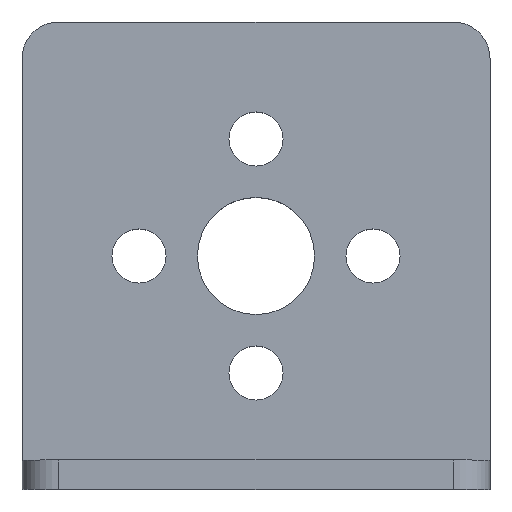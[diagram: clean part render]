
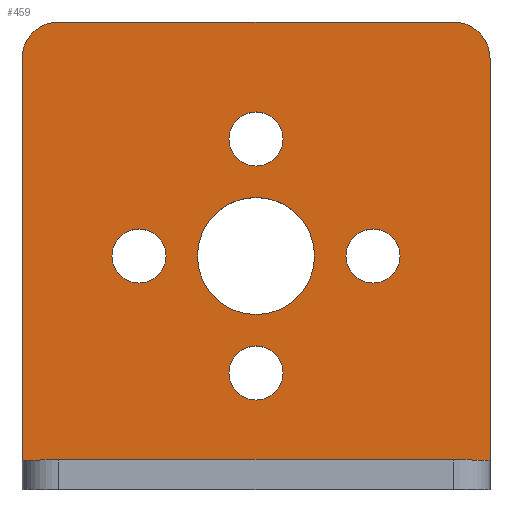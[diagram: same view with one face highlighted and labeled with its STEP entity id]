
A CAD part, top view. The second image highlights one B-rep face of the part: STEP entity #459.
In plain terms, the highlighted planar face has unit normal (0, 0, 1).
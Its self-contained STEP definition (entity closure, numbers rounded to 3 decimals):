
#2 = ORIENTED_EDGE ( 'NONE', *, *, #1023, .T. ) ;
#4 = DIRECTION ( 'NONE',  ( 0., 1., 0. ) ) ;
#5 = AXIS2_PLACEMENT_3D ( 'NONE', #13, #9, #4 ) ;
#9 = DIRECTION ( 'NONE',  ( 0., 0., 1. ) ) ;
#13 = CARTESIAN_POINT ( 'NONE',  ( 13.5, 13.5, -14. ) ) ;
#16 = VERTEX_POINT ( 'NONE', #634 ) ;
#17 = ORIENTED_EDGE ( 'NONE', *, *, #709, .T. ) ;
#41 = FACE_BOUND ( 'NONE', #699, .T. ) ;
#52 = CIRCLE ( 'NONE', #122, 1.85 ) ;
#60 = LINE ( 'NONE', #256, #1069 ) ;
#70 = ORIENTED_EDGE ( 'NONE', *, *, #748, .F. ) ;
#84 = VERTEX_POINT ( 'NONE', #582 ) ;
#87 = DIRECTION ( 'NONE',  ( 0., 1., 0. ) ) ;
#92 = DIRECTION ( 'NONE',  ( 0., 0., -1. ) ) ;
#94 = CARTESIAN_POINT ( 'NONE',  ( 0., -8., -14. ) ) ;
#98 = DIRECTION ( 'NONE',  ( 0., 0., -1. ) ) ;
#99 = DIRECTION ( 'NONE',  ( 0., 1., 0. ) ) ;
#100 = CARTESIAN_POINT ( 'NONE',  ( 0., 8., -14. ) ) ;
#103 = ORIENTED_EDGE ( 'NONE', *, *, #1026, .T. ) ;
#105 = EDGE_LOOP ( 'NONE', ( #1029, #1113 ) ) ;
#122 = AXIS2_PLACEMENT_3D ( 'NONE', #100, #92, #87 ) ;
#153 = VERTEX_POINT ( 'NONE', #698 ) ;
#158 = CARTESIAN_POINT ( 'NONE',  ( 0., -4., -14. ) ) ;
#168 = DIRECTION ( 'NONE',  ( 0., 1., 0. ) ) ;
#172 = DIRECTION ( 'NONE',  ( 0., 0., -1. ) ) ;
#173 = CARTESIAN_POINT ( 'NONE',  ( 0., -8., -14. ) ) ;
#175 = AXIS2_PLACEMENT_3D ( 'NONE', #94, #98, #99 ) ;
#192 = AXIS2_PLACEMENT_3D ( 'NONE', #223, #225, #227 ) ;
#218 = AXIS2_PLACEMENT_3D ( 'NONE', #373, #375, #380 ) ;
#223 = CARTESIAN_POINT ( 'NONE',  ( 8., 0., -14. ) ) ;
#225 = DIRECTION ( 'NONE',  ( 0., 0., -1. ) ) ;
#227 = DIRECTION ( 'NONE',  ( 0., 1., 0. ) ) ;
#230 = AXIS2_PLACEMENT_3D ( 'NONE', #291, #295, #299 ) ;
#239 = VERTEX_POINT ( 'NONE', #517 ) ;
#243 = CIRCLE ( 'NONE', #218, 1.85 ) ;
#255 = ORIENTED_EDGE ( 'NONE', *, *, #754, .T. ) ;
#256 = CARTESIAN_POINT ( 'NONE',  ( -16., 16., -14. ) ) ;
#269 = DIRECTION ( 'NONE',  ( 1., 0., 0. ) ) ;
#273 = EDGE_CURVE ( 'NONE', #1063, #153, #1148, .T. ) ;
#291 = CARTESIAN_POINT ( 'NONE',  ( 0., 0., -14. ) ) ;
#295 = DIRECTION ( 'NONE',  ( 0., 0., -1. ) ) ;
#299 = DIRECTION ( 'NONE',  ( 0., 1., 0. ) ) ;
#319 = FACE_BOUND ( 'NONE', #974, .T. ) ;
#352 = EDGE_CURVE ( 'NONE', #844, #981, #1028, .T. ) ;
#355 = CARTESIAN_POINT ( 'NONE',  ( 16., 16., -14. ) ) ;
#373 = CARTESIAN_POINT ( 'NONE',  ( -8., 0., -14. ) ) ;
#375 = DIRECTION ( 'NONE',  ( 0., 0., -1. ) ) ;
#380 = DIRECTION ( 'NONE',  ( 0., 1., 0. ) ) ;
#386 = CARTESIAN_POINT ( 'NONE',  ( 0., 9.85, -14. ) ) ;
#397 = DIRECTION ( 'NONE',  ( 0., 1., 0. ) ) ;
#413 = LINE ( 'NONE', #653, #825 ) ;
#446 = EDGE_CURVE ( 'NONE', #1008, #153, #413, .T. ) ;
#459 = ADVANCED_FACE ( 'NONE', ( #571, #319, #41, #1045, #793, #531 ), #636, .F. ) ;
#469 = DIRECTION ( 'NONE',  ( 0., 1., 0. ) ) ;
#471 = DIRECTION ( 'NONE',  ( 0., 0., -1. ) ) ;
#474 = CARTESIAN_POINT ( 'NONE',  ( 8., 0., -14. ) ) ;
#488 = CARTESIAN_POINT ( 'NONE',  ( 13.5, 16., -14. ) ) ;
#490 = EDGE_CURVE ( 'NONE', #1076, #1103, #975, .T. ) ;
#501 = AXIS2_PLACEMENT_3D ( 'NONE', #660, #662, #663 ) ;
#502 = AXIS2_PLACEMENT_3D ( 'NONE', #647, #649, #651 ) ;
#515 = CIRCLE ( 'NONE', #175, 1.85 ) ;
#517 = CARTESIAN_POINT ( 'NONE',  ( 16., -14., -14. ) ) ;
#531 = FACE_OUTER_BOUND ( 'NONE', #541, .T. ) ;
#541 = EDGE_LOOP ( 'NONE', ( #70, #1085, #962, #852, #1086, #894 ) ) ;
#552 = EDGE_CURVE ( 'NONE', #1151, #1168, #1082, .T. ) ;
#559 = CARTESIAN_POINT ( 'NONE',  ( 0., 6.15, -14. ) ) ;
#566 = VERTEX_POINT ( 'NONE', #158 ) ;
#571 = FACE_BOUND ( 'NONE', #105, .T. ) ;
#573 = EDGE_CURVE ( 'NONE', #981, #844, #52, .T. ) ;
#576 = EDGE_LOOP ( 'NONE', ( #255, #103 ) ) ;
#582 = CARTESIAN_POINT ( 'NONE',  ( 0., 4., -14. ) ) ;
#583 = CIRCLE ( 'NONE', #502, 1.85 ) ;
#598 = CARTESIAN_POINT ( 'NONE',  ( -16., -14., -14. ) ) ;
#601 = CIRCLE ( 'NONE', #230, 4. ) ;
#602 = DIRECTION ( 'NONE',  ( 0., 1., 0. ) ) ;
#605 = DIRECTION ( 'NONE',  ( 0., 0., -1. ) ) ;
#615 = CIRCLE ( 'NONE', #501, 4. ) ;
#622 = EDGE_CURVE ( 'NONE', #16, #899, #751, .T. ) ;
#624 = CARTESIAN_POINT ( 'NONE',  ( -16., 16., -14. ) ) ;
#634 = CARTESIAN_POINT ( 'NONE',  ( 16., 13.5, -14. ) ) ;
#636 = PLANE ( 'NONE',  #1193 ) ;
#647 = CARTESIAN_POINT ( 'NONE',  ( -8., 0., -14. ) ) ;
#649 = DIRECTION ( 'NONE',  ( 0., 0., -1. ) ) ;
#651 = DIRECTION ( 'NONE',  ( 0., 1., 0. ) ) ;
#653 = CARTESIAN_POINT ( 'NONE',  ( -16., 16., -14. ) ) ;
#658 = EDGE_CURVE ( 'NONE', #1168, #1151, #515, .T. ) ;
#660 = CARTESIAN_POINT ( 'NONE',  ( 0., 0., -14. ) ) ;
#662 = DIRECTION ( 'NONE',  ( 0., 0., -1. ) ) ;
#663 = DIRECTION ( 'NONE',  ( 0., 1., 0. ) ) ;
#670 = DIRECTION ( 'NONE',  ( 0., 1., 0. ) ) ;
#684 = CARTESIAN_POINT ( 'NONE',  ( -16., -14., -14. ) ) ;
#698 = CARTESIAN_POINT ( 'NONE',  ( -16., 13.5, -14. ) ) ;
#699 = EDGE_LOOP ( 'NONE', ( #17, #982 ) ) ;
#700 = CARTESIAN_POINT ( 'NONE',  ( -13.5, 16., -14. ) ) ;
#707 = CARTESIAN_POINT ( 'NONE',  ( 8., -1.85, -14. ) ) ;
#709 = EDGE_CURVE ( 'NONE', #1103, #1076, #1143, .T. ) ;
#734 = VECTOR ( 'NONE', #397, 1000. ) ;
#737 = DIRECTION ( 'NONE',  ( 1., 0., 0. ) ) ;
#748 = EDGE_CURVE ( 'NONE', #1063, #899, #60, .T. ) ;
#749 = VECTOR ( 'NONE', #737, 1000. ) ;
#750 = AXIS2_PLACEMENT_3D ( 'NONE', #1137, #1133, #1129 ) ;
#751 = CIRCLE ( 'NONE', #5, 2.5 ) ;
#754 = EDGE_CURVE ( 'NONE', #84, #566, #601, .T. ) ;
#757 = CARTESIAN_POINT ( 'NONE',  ( -8., 1.85, -14. ) ) ;
#772 = CARTESIAN_POINT ( 'NONE',  ( 8., 1.85, -14. ) ) ;
#793 = FACE_BOUND ( 'NONE', #576, .T. ) ;
#819 = EDGE_CURVE ( 'NONE', #1149, #1125, #243, .T. ) ;
#820 = CARTESIAN_POINT ( 'NONE',  ( 0., -6.15, -14. ) ) ;
#823 = CARTESIAN_POINT ( 'NONE',  ( -8., -1.85, -14. ) ) ;
#825 = VECTOR ( 'NONE', #670, 1000. ) ;
#832 = CARTESIAN_POINT ( 'NONE',  ( 0., -9.85, -14. ) ) ;
#844 = VERTEX_POINT ( 'NONE', #386 ) ;
#848 = EDGE_CURVE ( 'NONE', #239, #16, #999, .T. ) ;
#852 = ORIENTED_EDGE ( 'NONE', *, *, #1079, .T. ) ;
#880 = AXIS2_PLACEMENT_3D ( 'NONE', #474, #471, #469 ) ;
#894 = ORIENTED_EDGE ( 'NONE', *, *, #622, .T. ) ;
#897 = AXIS2_PLACEMENT_3D ( 'NONE', #1059, #1071, #1088 ) ;
#899 = VERTEX_POINT ( 'NONE', #488 ) ;
#962 = ORIENTED_EDGE ( 'NONE', *, *, #446, .F. ) ;
#974 = EDGE_LOOP ( 'NONE', ( #1051, #1038 ) ) ;
#975 = CIRCLE ( 'NONE', #880, 1.85 ) ;
#981 = VERTEX_POINT ( 'NONE', #559 ) ;
#982 = ORIENTED_EDGE ( 'NONE', *, *, #490, .T. ) ;
#997 = EDGE_LOOP ( 'NONE', ( #2, #1114 ) ) ;
#999 = LINE ( 'NONE', #355, #734 ) ;
#1008 = VERTEX_POINT ( 'NONE', #598 ) ;
#1011 = LINE ( 'NONE', #684, #749 ) ;
#1023 = EDGE_CURVE ( 'NONE', #1125, #1149, #583, .T. ) ;
#1026 = EDGE_CURVE ( 'NONE', #566, #84, #615, .T. ) ;
#1028 = CIRCLE ( 'NONE', #750, 1.85 ) ;
#1029 = ORIENTED_EDGE ( 'NONE', *, *, #552, .T. ) ;
#1038 = ORIENTED_EDGE ( 'NONE', *, *, #573, .T. ) ;
#1045 = FACE_BOUND ( 'NONE', #997, .T. ) ;
#1051 = ORIENTED_EDGE ( 'NONE', *, *, #352, .T. ) ;
#1059 = CARTESIAN_POINT ( 'NONE',  ( -13.5, 13.5, -14. ) ) ;
#1063 = VERTEX_POINT ( 'NONE', #700 ) ;
#1069 = VECTOR ( 'NONE', #269, 1000. ) ;
#1071 = DIRECTION ( 'NONE',  ( 0., 0., 1. ) ) ;
#1076 = VERTEX_POINT ( 'NONE', #707 ) ;
#1079 = EDGE_CURVE ( 'NONE', #1008, #239, #1011, .T. ) ;
#1082 = CIRCLE ( 'NONE', #1176, 1.85 ) ;
#1085 = ORIENTED_EDGE ( 'NONE', *, *, #273, .T. ) ;
#1086 = ORIENTED_EDGE ( 'NONE', *, *, #848, .T. ) ;
#1088 = DIRECTION ( 'NONE',  ( 0., 1., 0. ) ) ;
#1103 = VERTEX_POINT ( 'NONE', #772 ) ;
#1113 = ORIENTED_EDGE ( 'NONE', *, *, #658, .T. ) ;
#1114 = ORIENTED_EDGE ( 'NONE', *, *, #819, .T. ) ;
#1125 = VERTEX_POINT ( 'NONE', #757 ) ;
#1129 = DIRECTION ( 'NONE',  ( 0., 1., 0. ) ) ;
#1133 = DIRECTION ( 'NONE',  ( 0., 0., -1. ) ) ;
#1137 = CARTESIAN_POINT ( 'NONE',  ( 0., 8., -14. ) ) ;
#1143 = CIRCLE ( 'NONE', #192, 1.85 ) ;
#1148 = CIRCLE ( 'NONE', #897, 2.5 ) ;
#1149 = VERTEX_POINT ( 'NONE', #823 ) ;
#1151 = VERTEX_POINT ( 'NONE', #820 ) ;
#1168 = VERTEX_POINT ( 'NONE', #832 ) ;
#1176 = AXIS2_PLACEMENT_3D ( 'NONE', #173, #172, #168 ) ;
#1193 = AXIS2_PLACEMENT_3D ( 'NONE', #624, #605, #602 ) ;
